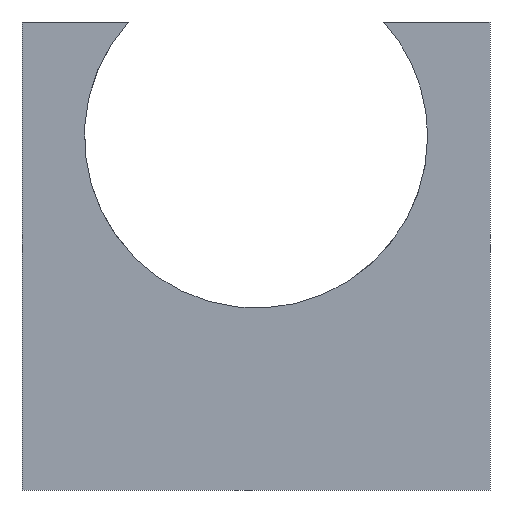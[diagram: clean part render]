
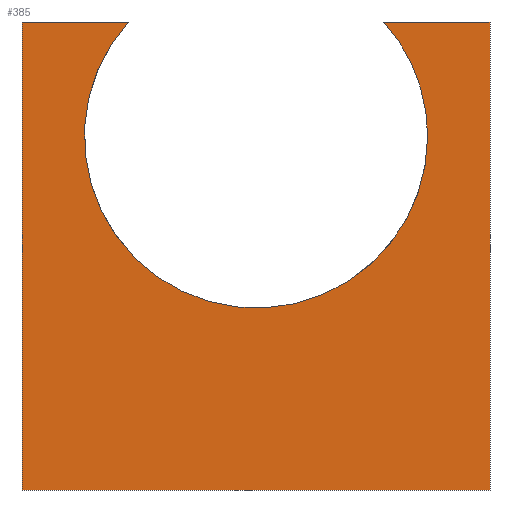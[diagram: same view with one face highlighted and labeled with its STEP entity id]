
A CAD part, front view. The second image highlights one B-rep face of the part: STEP entity #385.
In plain terms, the highlighted planar face has unit normal (0, -1, 0).
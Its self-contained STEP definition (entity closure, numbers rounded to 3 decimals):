
#89 = VERTEX_POINT('',#90);
#90 = CARTESIAN_POINT('',(4.5,-12.9,0.));
#96 = EDGE_CURVE('',#89,#97,#99,.T.);
#97 = VERTEX_POINT('',#98);
#98 = CARTESIAN_POINT('',(-4.5,-12.9,0.));
#99 = LINE('',#100,#101);
#100 = CARTESIAN_POINT('',(4.5,-12.9,0.));
#101 = VECTOR('',#102,1.);
#102 = DIRECTION('',(-1.,0.,0.));
#153 = VERTEX_POINT('',#154);
#154 = CARTESIAN_POINT('',(4.5,-12.9,9.));
#160 = EDGE_CURVE('',#89,#153,#161,.T.);
#161 = LINE('',#162,#163);
#162 = CARTESIAN_POINT('',(4.5,-12.9,0.));
#163 = VECTOR('',#164,1.);
#164 = DIRECTION('',(0.,0.,1.));
#252 = VERTEX_POINT('',#253);
#253 = CARTESIAN_POINT('',(3.3,-12.9,6.8));
#259 = EDGE_CURVE('',#260,#252,#262,.T.);
#260 = VERTEX_POINT('',#261);
#261 = CARTESIAN_POINT('',(-2.46,-12.9,9.));
#262 = CIRCLE('',#263,3.3);
#263 = AXIS2_PLACEMENT_3D('',#264,#265,#266);
#264 = CARTESIAN_POINT('',(0.,-12.9,6.8));
#265 = DIRECTION('',(0.,-1.,0.));
#266 = DIRECTION('',(1.,0.,0.));
#341 = EDGE_CURVE('',#97,#342,#344,.T.);
#342 = VERTEX_POINT('',#343);
#343 = CARTESIAN_POINT('',(-4.5,-12.9,9.));
#344 = LINE('',#345,#346);
#345 = CARTESIAN_POINT('',(-4.5,-12.9,0.));
#346 = VECTOR('',#347,1.);
#347 = DIRECTION('',(0.,0.,1.));
#385 = ADVANCED_FACE('',(#386),#413,.T.);
#386 = FACE_BOUND('',#387,.T.);
#387 = EDGE_LOOP('',(#388,#389,#390,#398,#405,#406,#412));
#388 = ORIENTED_EDGE('',*,*,#96,.F.);
#389 = ORIENTED_EDGE('',*,*,#160,.T.);
#390 = ORIENTED_EDGE('',*,*,#391,.T.);
#391 = EDGE_CURVE('',#153,#392,#394,.T.);
#392 = VERTEX_POINT('',#393);
#393 = CARTESIAN_POINT('',(2.46,-12.9,9.));
#394 = LINE('',#395,#396);
#395 = CARTESIAN_POINT('',(4.5,-12.9,9.));
#396 = VECTOR('',#397,1.);
#397 = DIRECTION('',(-1.,0.,0.));
#398 = ORIENTED_EDGE('',*,*,#399,.F.);
#399 = EDGE_CURVE('',#252,#392,#400,.T.);
#400 = CIRCLE('',#401,3.3);
#401 = AXIS2_PLACEMENT_3D('',#402,#403,#404);
#402 = CARTESIAN_POINT('',(0.,-12.9,6.8));
#403 = DIRECTION('',(0.,-1.,0.));
#404 = DIRECTION('',(1.,0.,0.));
#405 = ORIENTED_EDGE('',*,*,#259,.F.);
#406 = ORIENTED_EDGE('',*,*,#407,.T.);
#407 = EDGE_CURVE('',#260,#342,#408,.T.);
#408 = LINE('',#409,#410);
#409 = CARTESIAN_POINT('',(4.5,-12.9,9.));
#410 = VECTOR('',#411,1.);
#411 = DIRECTION('',(-1.,0.,0.));
#412 = ORIENTED_EDGE('',*,*,#341,.F.);
#413 = PLANE('',#414);
#414 = AXIS2_PLACEMENT_3D('',#415,#416,#417);
#415 = CARTESIAN_POINT('',(4.5,-12.9,0.));
#416 = DIRECTION('',(0.,-1.,0.));
#417 = DIRECTION('',(-1.,0.,0.));
